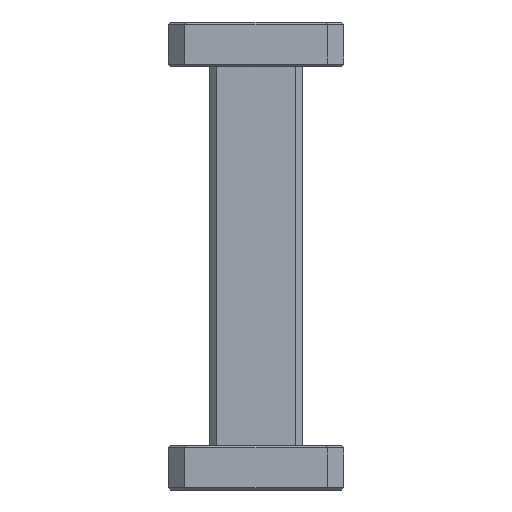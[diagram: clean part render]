
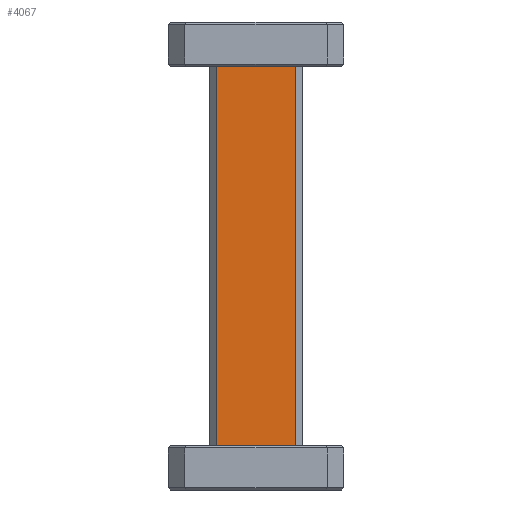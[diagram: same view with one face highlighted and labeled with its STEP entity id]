
A CAD part, front view. The second image highlights one B-rep face of the part: STEP entity #4067.
In plain terms, the highlighted planar face has unit normal (0, -1, 0).
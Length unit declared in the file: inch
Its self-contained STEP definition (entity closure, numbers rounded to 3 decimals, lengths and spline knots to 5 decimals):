
#204 = VECTOR ( 'NONE', #1535, 39.37008 ) ;
#208 = VERTEX_POINT ( 'NONE', #5548 ) ;
#307 = CARTESIAN_POINT ( 'NONE',  ( 0.17, -0.13, -1.81 ) ) ;
#423 = CARTESIAN_POINT ( 'NONE',  ( 0.17, -0.13, -4.47707 ) ) ;
#444 = VECTOR ( 'NONE', #1631, 39.37008 ) ;
#518 = EDGE_CURVE ( 'NONE', #3900, #6822, #6260, .T. ) ;
#593 = LINE ( 'NONE', #3830, #2716 ) ;
#599 = AXIS2_PLACEMENT_3D ( 'NONE', #3182, #2643, #1434 ) ;
#1030 = LINE ( 'NONE', #5377, #444 ) ;
#1182 = EDGE_LOOP ( 'NONE', ( #3368, #3344, #1562, #6383 ) ) ;
#1434 = DIRECTION ( 'NONE',  ( 0., 0., 1. ) ) ;
#1535 = DIRECTION ( 'NONE',  ( 0., 0., 1. ) ) ;
#1562 = ORIENTED_EDGE ( 'NONE', *, *, #518, .T. ) ;
#1631 = DIRECTION ( 'NONE',  ( 1., 0., 0. ) ) ;
#1727 = DIRECTION ( 'NONE',  ( 0., 0., -1. ) ) ;
#1898 = CARTESIAN_POINT ( 'NONE',  ( -0.17, -0.13, -1.81 ) ) ;
#2024 = CARTESIAN_POINT ( 'NONE',  ( 0.2, -0.13, -1.81 ) ) ;
#2074 = LINE ( 'NONE', #423, #204 ) ;
#2462 = FACE_OUTER_BOUND ( 'NONE', #1182, .T. ) ;
#2643 = DIRECTION ( 'NONE',  ( 0., 1., 0. ) ) ;
#2716 = VECTOR ( 'NONE', #1727, 39.37008 ) ;
#2888 = VECTOR ( 'NONE', #4177, 39.37008 ) ;
#2967 = PLANE ( 'NONE',  #599 ) ;
#3182 = CARTESIAN_POINT ( 'NONE',  ( 0.2, -0.13, -4.47707 ) ) ;
#3344 = ORIENTED_EDGE ( 'NONE', *, *, #4566, .T. ) ;
#3368 = ORIENTED_EDGE ( 'NONE', *, *, #3652, .F. ) ;
#3471 = EDGE_CURVE ( 'NONE', #6822, #208, #2074, .T. ) ;
#3652 = EDGE_CURVE ( 'NONE', #4109, #208, #1030, .T. ) ;
#3830 = CARTESIAN_POINT ( 'NONE',  ( -0.17, -0.13, -4.47707 ) ) ;
#3900 = VERTEX_POINT ( 'NONE', #1898 ) ;
#4067 = ADVANCED_FACE ( 'NONE', ( #2462 ), #2967, .F. ) ;
#4109 = VERTEX_POINT ( 'NONE', #6832 ) ;
#4177 = DIRECTION ( 'NONE',  ( 1., 0., 0. ) ) ;
#4566 = EDGE_CURVE ( 'NONE', #4109, #3900, #593, .T. ) ;
#5377 = CARTESIAN_POINT ( 'NONE',  ( 0., -0.13, -0.19 ) ) ;
#5548 = CARTESIAN_POINT ( 'NONE',  ( 0.17, -0.13, -0.19 ) ) ;
#6260 = LINE ( 'NONE', #2024, #2888 ) ;
#6383 = ORIENTED_EDGE ( 'NONE', *, *, #3471, .T. ) ;
#6822 = VERTEX_POINT ( 'NONE', #307 ) ;
#6832 = CARTESIAN_POINT ( 'NONE',  ( -0.17, -0.13, -0.19 ) ) ;
